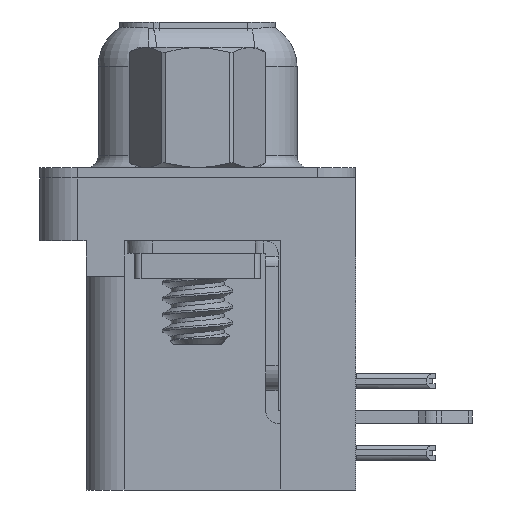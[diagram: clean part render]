
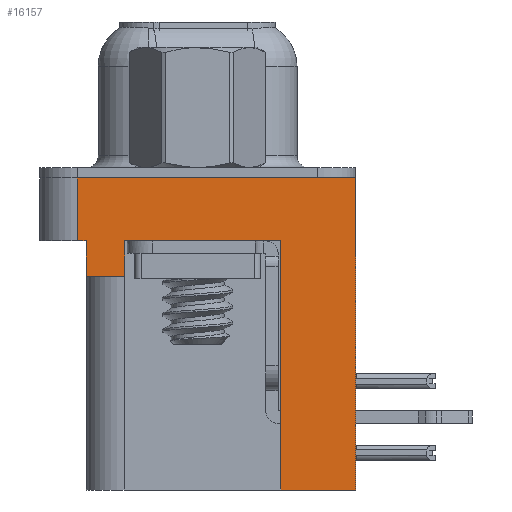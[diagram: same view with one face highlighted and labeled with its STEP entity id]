
A CAD part, left-side view. The second image highlights one B-rep face of the part: STEP entity #16157.
In plain terms, the highlighted planar face has unit normal (-1, 0, 0).
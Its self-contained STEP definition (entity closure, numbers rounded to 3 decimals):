
#12 = ORIENTED_EDGE ( 'NONE', *, *, #24123, .T. ) ;
#372 = CARTESIAN_POINT ( 'NONE',  ( -2.91, -3.295, -12.4 ) ) ;
#621 = LINE ( 'NONE', #14154, #16902 ) ;
#2098 = LINE ( 'NONE', #2242, #10964 ) ;
#2207 = VECTOR ( 'NONE', #3680, 1000. ) ;
#2242 = CARTESIAN_POINT ( 'NONE',  ( -2.91, -6.275, -2.5 ) ) ;
#2317 = EDGE_CURVE ( 'NONE', #18496, #18113, #14038, .T. ) ;
#2654 = DIRECTION ( 'NONE',  ( 0., -1., 0. ) ) ;
#2714 = EDGE_LOOP ( 'NONE', ( #6051, #17024, #12, #20683, #3517, #5149, #9657, #14636, #24661, #5289 ) ) ;
#3517 = ORIENTED_EDGE ( 'NONE', *, *, #13995, .F. ) ;
#3680 = DIRECTION ( 'NONE',  ( 0., 0., 1. ) ) ;
#3716 = VERTEX_POINT ( 'NONE', #13285 ) ;
#3828 = CARTESIAN_POINT ( 'NONE',  ( -2.91, -6.275, -12.4 ) ) ;
#4344 = DIRECTION ( 'NONE',  ( 0., 0., 1. ) ) ;
#4574 = CARTESIAN_POINT ( 'NONE',  ( -2.91, -6.275, -2.5 ) ) ;
#4667 = DIRECTION ( 'NONE',  ( 0., -1., 0. ) ) ;
#4955 = LINE ( 'NONE', #14373, #9183 ) ;
#5149 = ORIENTED_EDGE ( 'NONE', *, *, #28612, .T. ) ;
#5289 = ORIENTED_EDGE ( 'NONE', *, *, #20827, .T. ) ;
#5395 = LINE ( 'NONE', #21354, #13561 ) ;
#6051 = ORIENTED_EDGE ( 'NONE', *, *, #9287, .F. ) ;
#6502 = LINE ( 'NONE', #11508, #8166 ) ;
#7222 = DIRECTION ( 'NONE',  ( 0., -1., 0. ) ) ;
#7586 = EDGE_CURVE ( 'NONE', #14173, #3716, #27024, .T. ) ;
#7706 = VECTOR ( 'NONE', #26104, 1000. ) ;
#8105 = CARTESIAN_POINT ( 'NONE',  ( -2.91, -6.275, -2.5 ) ) ;
#8166 = VECTOR ( 'NONE', #4344, 1000. ) ;
#8512 = VERTEX_POINT ( 'NONE', #14560 ) ;
#9183 = VECTOR ( 'NONE', #28061, 1000. ) ;
#9267 = VERTEX_POINT ( 'NONE', #21659 ) ;
#9287 = EDGE_CURVE ( 'NONE', #20325, #9267, #5395, .T. ) ;
#9657 = ORIENTED_EDGE ( 'NONE', *, *, #22495, .T. ) ;
#9922 = VERTEX_POINT ( 'NONE', #10014 ) ;
#10014 = CARTESIAN_POINT ( 'NONE',  ( -2.91, 4.775, -2.5 ) ) ;
#10662 = EDGE_CURVE ( 'NONE', #9922, #20325, #4955, .T. ) ;
#10964 = VECTOR ( 'NONE', #4667, 1000. ) ;
#11110 = VERTEX_POINT ( 'NONE', #13461 ) ;
#11147 = FACE_OUTER_BOUND ( 'NONE', #2714, .T. ) ;
#11508 = CARTESIAN_POINT ( 'NONE',  ( -2.91, 2.895, -3.9 ) ) ;
#13179 = VECTOR ( 'NONE', #23487, 1000. ) ;
#13285 = CARTESIAN_POINT ( 'NONE',  ( -2.91, 4.425, -2.5 ) ) ;
#13336 = CARTESIAN_POINT ( 'NONE',  ( -2.91, 4.425, -3.9 ) ) ;
#13362 = VECTOR ( 'NONE', #7222, 1000. ) ;
#13461 = CARTESIAN_POINT ( 'NONE',  ( -2.91, 2.895, -2.5 ) ) ;
#13561 = VECTOR ( 'NONE', #2654, 1000. ) ;
#13857 = DIRECTION ( 'NONE',  ( -1., 0., 0. ) ) ;
#13995 = EDGE_CURVE ( 'NONE', #8512, #14173, #621, .T. ) ;
#14038 = LINE ( 'NONE', #14193, #13179 ) ;
#14154 = CARTESIAN_POINT ( 'NONE',  ( -2.91, 4.425, -3.9 ) ) ;
#14173 = VERTEX_POINT ( 'NONE', #25876 ) ;
#14193 = CARTESIAN_POINT ( 'NONE',  ( -2.91, -3.295, -12.4 ) ) ;
#14295 = DIRECTION ( 'NONE',  ( 0., 0., 1. ) ) ;
#14359 = CARTESIAN_POINT ( 'NONE',  ( -2.91, -6.275, -2.5 ) ) ;
#14373 = CARTESIAN_POINT ( 'NONE',  ( -2.91, 4.775, -2.5 ) ) ;
#14383 = CARTESIAN_POINT ( 'NONE',  ( -2.91, -3.295, -12.4 ) ) ;
#14560 = CARTESIAN_POINT ( 'NONE',  ( -2.91, 2.895, -3.9 ) ) ;
#14636 = ORIENTED_EDGE ( 'NONE', *, *, #2317, .F. ) ;
#14795 = EDGE_CURVE ( 'NONE', #19119, #18496, #25958, .T. ) ;
#15610 = DIRECTION ( 'NONE',  ( 0., 0., 1. ) ) ;
#15724 = CARTESIAN_POINT ( 'NONE',  ( -2.91, 4.775, 0. ) ) ;
#16157 = ADVANCED_FACE ( 'NONE', ( #11147 ), #20414, .T. ) ;
#16902 = VECTOR ( 'NONE', #23450, 1000. ) ;
#17024 = ORIENTED_EDGE ( 'NONE', *, *, #10662, .F. ) ;
#18113 = VERTEX_POINT ( 'NONE', #22265 ) ;
#18496 = VERTEX_POINT ( 'NONE', #372 ) ;
#19119 = VERTEX_POINT ( 'NONE', #3828 ) ;
#19656 = LINE ( 'NONE', #8105, #2207 ) ;
#20325 = VERTEX_POINT ( 'NONE', #15724 ) ;
#20414 = PLANE ( 'NONE',  #24326 ) ;
#20683 = ORIENTED_EDGE ( 'NONE', *, *, #7586, .F. ) ;
#20827 = EDGE_CURVE ( 'NONE', #19119, #9267, #19656, .T. ) ;
#21354 = CARTESIAN_POINT ( 'NONE',  ( -2.91, -6.275, 0. ) ) ;
#21659 = CARTESIAN_POINT ( 'NONE',  ( -2.91, -6.275, 0. ) ) ;
#22265 = CARTESIAN_POINT ( 'NONE',  ( -2.91, -3.295, -2.5 ) ) ;
#22495 = EDGE_CURVE ( 'NONE', #11110, #18113, #2098, .T. ) ;
#23450 = DIRECTION ( 'NONE',  ( 0., 1., 0. ) ) ;
#23487 = DIRECTION ( 'NONE',  ( 0., 0., 1. ) ) ;
#23507 = LINE ( 'NONE', #14359, #13362 ) ;
#24123 = EDGE_CURVE ( 'NONE', #9922, #3716, #23507, .T. ) ;
#24326 = AXIS2_PLACEMENT_3D ( 'NONE', #4574, #13857, #14295 ) ;
#24661 = ORIENTED_EDGE ( 'NONE', *, *, #14795, .F. ) ;
#25516 = VECTOR ( 'NONE', #15610, 1000. ) ;
#25876 = CARTESIAN_POINT ( 'NONE',  ( -2.91, 4.425, -3.9 ) ) ;
#25958 = LINE ( 'NONE', #14383, #7706 ) ;
#26104 = DIRECTION ( 'NONE',  ( 0., 1., 0. ) ) ;
#27024 = LINE ( 'NONE', #13336, #25516 ) ;
#28061 = DIRECTION ( 'NONE',  ( 0., 0., 1. ) ) ;
#28612 = EDGE_CURVE ( 'NONE', #8512, #11110, #6502, .T. ) ;
